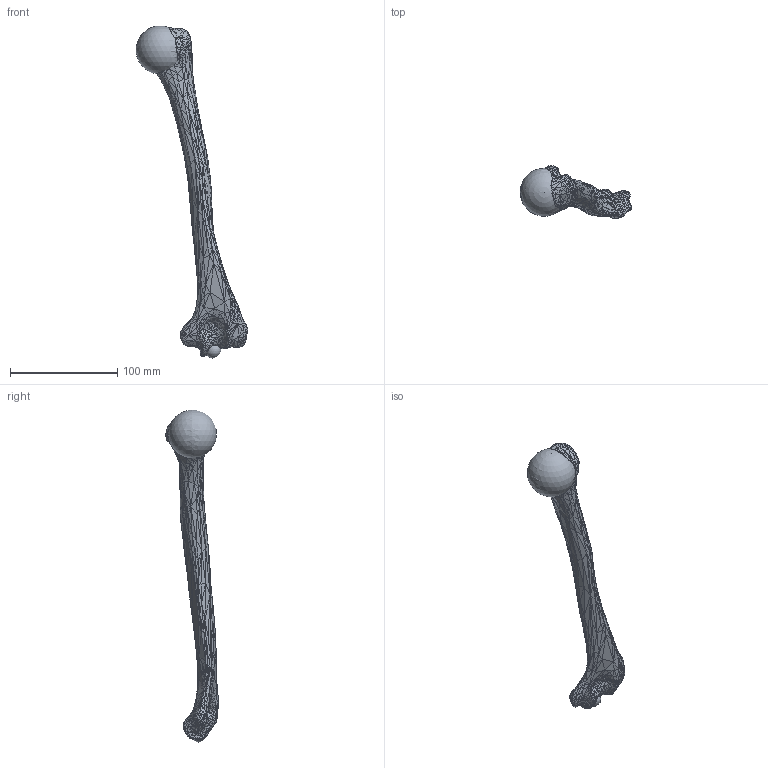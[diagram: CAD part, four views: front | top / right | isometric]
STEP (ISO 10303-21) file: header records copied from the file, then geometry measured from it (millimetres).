
FILE_DESCRIPTION(/* description */ (''),/* implementation_level */ '2;1');
FILE_NAME(/* name */ 'Humerus_with_ball.step',/* time_stamp */ '2024-11-05T18:31:11-05:00',/* author */ (''),/* organization */ (''),/* preprocessor_version */ 'ST-DEVELOPER v20',/* originating_system */ 'Autodesk Translation Framework v13.20.0.188',/* authorisation */ '');
FILE_SCHEMA (('AUTOMOTIVE_DESIGN { 1 0 10303 214 3 1 1 }'));
Products named in the file (1): Humerus_with_ball
Bounding box: 104.2 x 49.18 x 310 mm (x, y, z)
Volume: 165481.7 mm3; surface area: 29044.1 mm2
Topology: 1 solids, 1 shells, 2939 faces, 4537 edges, 1598 vertices
Faces by surface type: plane 2936, sphere 3
Entity records: 58663 total; most frequent: DIRECTION 10584, CARTESIAN_POINT 9073, ORIENTED_EDGE 9070, EDGE_CURVE 4535, LINE 4366, VECTOR 4366, AXIS2_PLACEMENT_3D 3109, FACE_OUTER_BOUND 2939
